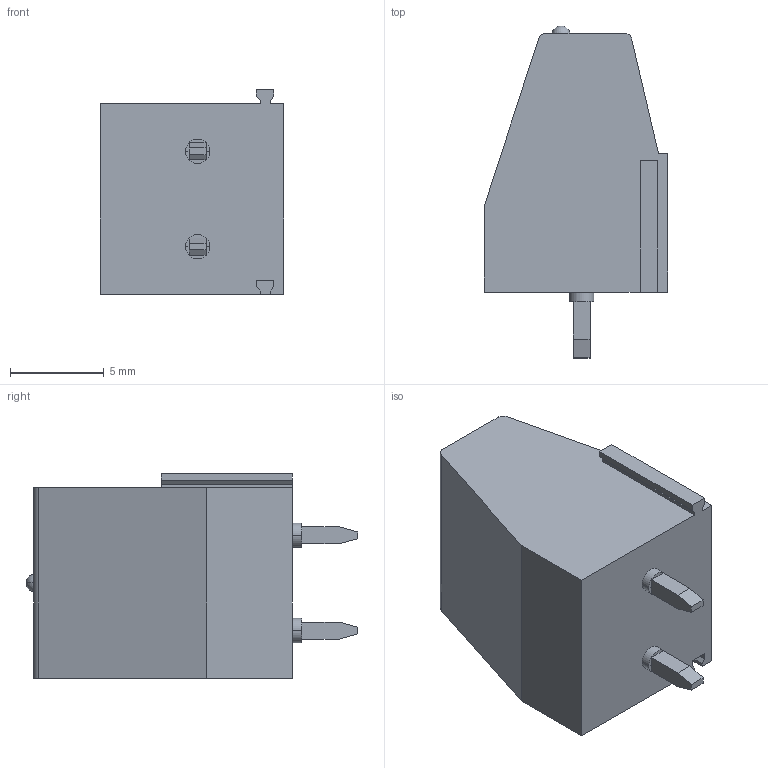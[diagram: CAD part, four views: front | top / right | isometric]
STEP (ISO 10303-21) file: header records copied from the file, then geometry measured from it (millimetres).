
FILE_DESCRIPTION(('FreeCAD Model'),'2;1');
FILE_NAME('AKL_5_2_508_black001.step','2017-08-03T11:54:02',('kicad StepUp'),('ksu MCAD'), 'Open CASCADE STEP processor 7.1','FreeCAD','Unknown');
FILE_SCHEMA(('AUTOMOTIVE_DESIGN_CC2 { 1 2 10303 214 -1 1 5 4 }'));
Length unit declared in the file: millimetre
Products named in the file (1): AKL_5_2_508_black001
Bounding box: 9.8 x 17.7 x 10.9 mm (x, y, z)
Volume: 1081.9 mm3; surface area: 856.4 mm2
Topology: 1 solids, 1 shells, 160 faces, 425 edges, 281 vertices
Faces by surface type: plane 117, cylinder 41, sphere 2
Entity records: 6089 total; most frequent: CARTESIAN_POINT 867, DIRECTION 850, ORIENTED_EDGE 850, EDGE_CURVE 425, LINE 322, VECTOR 322, VERTEX_POINT 281, AXIS2_PLACEMENT_3D 264
